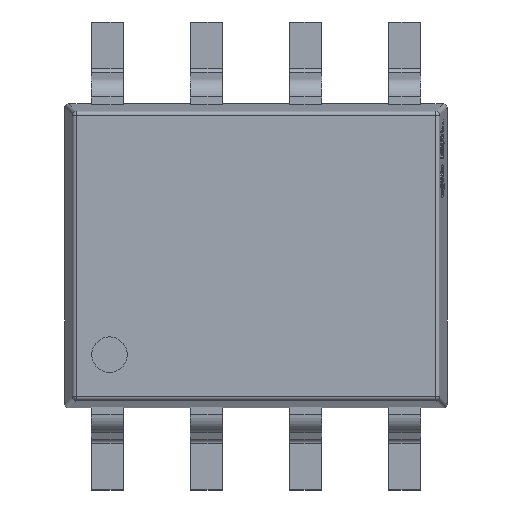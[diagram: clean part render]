
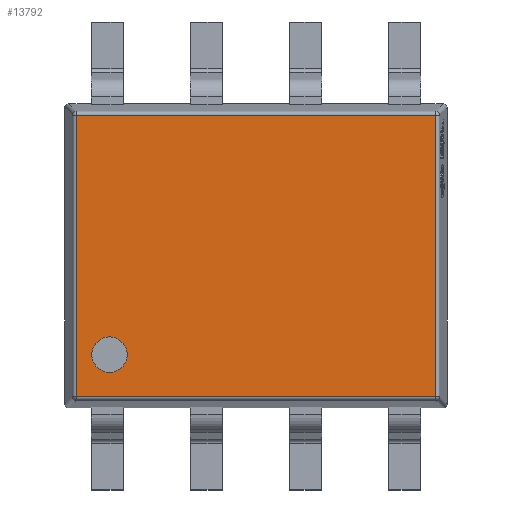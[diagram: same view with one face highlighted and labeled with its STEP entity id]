
A CAD part, top view. The second image highlights one B-rep face of the part: STEP entity #13792.
In plain terms, the highlighted planar face has unit normal (0, 0, 1).
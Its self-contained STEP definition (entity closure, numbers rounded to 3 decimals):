
#238 = AXIS2_PLACEMENT_3D ( 'NONE', #16509, #9713, #15178 ) ;
#295 = CARTESIAN_POINT ( 'NONE',  ( -2.305, 1.805, 0.725 ) ) ;
#383 = CARTESIAN_POINT ( 'NONE',  ( -2.305, -1.848, 0.725 ) ) ;
#1117 = CARTESIAN_POINT ( 'NONE',  ( -1.651, -1.267, 0.725 ) ) ;
#1142 = DIRECTION ( 'NONE',  ( 0., 1., 0. ) ) ;
#1211 = VECTOR ( 'NONE', #1142, 1000. ) ;
#1456 = AXIS2_PLACEMENT_3D ( 'NONE', #14461, #8990, #15796 ) ;
#2522 = VERTEX_POINT ( 'NONE', #15610 ) ;
#2630 = DIRECTION ( 'NONE',  ( -1., 0., 0. ) ) ;
#3278 = DIRECTION ( 'NONE',  ( 0., -1., 0. ) ) ;
#3506 = CARTESIAN_POINT ( 'NONE',  ( 2.348, -1.805, 0.725 ) ) ;
#3605 = CIRCLE ( 'NONE', #238, 0.227 ) ;
#4502 = EDGE_CURVE ( 'NONE', #12521, #9563, #3605, .T. ) ;
#4869 = PLANE ( 'NONE',  #4980 ) ;
#4980 = AXIS2_PLACEMENT_3D ( 'NONE', #10273, #15717, #14739 ) ;
#5366 = CARTESIAN_POINT ( 'NONE',  ( -2.348, 1.805, 0.725 ) ) ;
#5931 = EDGE_LOOP ( 'NONE', ( #6361, #12138 ) ) ;
#6361 = ORIENTED_EDGE ( 'NONE', *, *, #11127, .F. ) ;
#6366 = CARTESIAN_POINT ( 'NONE',  ( -2.305, -1.805, 0.725 ) ) ;
#7743 = FACE_BOUND ( 'NONE', #5931, .T. ) ;
#8572 = LINE ( 'NONE', #383, #12126 ) ;
#8831 = ORIENTED_EDGE ( 'NONE', *, *, #9422, .T. ) ;
#8981 = LINE ( 'NONE', #3506, #17613 ) ;
#8990 = DIRECTION ( 'NONE',  ( 0., 0., 1. ) ) ;
#9154 = CIRCLE ( 'NONE', #1456, 0.227 ) ;
#9422 = EDGE_CURVE ( 'NONE', #2522, #16588, #16286, .T. ) ;
#9438 = ORIENTED_EDGE ( 'NONE', *, *, #14129, .T. ) ;
#9563 = VERTEX_POINT ( 'NONE', #1117 ) ;
#9713 = DIRECTION ( 'NONE',  ( 0., 0., 1. ) ) ;
#9927 = ORIENTED_EDGE ( 'NONE', *, *, #11987, .T. ) ;
#10273 = CARTESIAN_POINT ( 'NONE',  ( 0., 0., 0.725 ) ) ;
#11127 = EDGE_CURVE ( 'NONE', #9563, #12521, #9154, .T. ) ;
#11787 = VERTEX_POINT ( 'NONE', #16635 ) ;
#11987 = EDGE_CURVE ( 'NONE', #11787, #2522, #14659, .T. ) ;
#12126 = VECTOR ( 'NONE', #3278, 1000. ) ;
#12138 = ORIENTED_EDGE ( 'NONE', *, *, #4502, .F. ) ;
#12262 = CARTESIAN_POINT ( 'NONE',  ( 2.305, 1.848, 0.725 ) ) ;
#12277 = VECTOR ( 'NONE', #2630, 1000. ) ;
#12521 = VERTEX_POINT ( 'NONE', #12824 ) ;
#12824 = CARTESIAN_POINT ( 'NONE',  ( -2.106, -1.267, 0.725 ) ) ;
#13792 = ADVANCED_FACE ( 'NONE', ( #14556, #7743 ), #4869, .T. ) ;
#14067 = EDGE_LOOP ( 'NONE', ( #9438, #9927, #8831, #15526 ) ) ;
#14129 = EDGE_CURVE ( 'NONE', #15093, #11787, #8981, .T. ) ;
#14357 = DIRECTION ( 'NONE',  ( 1., 0., 0. ) ) ;
#14461 = CARTESIAN_POINT ( 'NONE',  ( -1.878, -1.267, 0.725 ) ) ;
#14556 = FACE_OUTER_BOUND ( 'NONE', #14067, .T. ) ;
#14659 = LINE ( 'NONE', #12262, #1211 ) ;
#14739 = DIRECTION ( 'NONE',  ( 1., 0., 0. ) ) ;
#15093 = VERTEX_POINT ( 'NONE', #6366 ) ;
#15178 = DIRECTION ( 'NONE',  ( 1., 0., 0. ) ) ;
#15526 = ORIENTED_EDGE ( 'NONE', *, *, #16633, .T. ) ;
#15610 = CARTESIAN_POINT ( 'NONE',  ( 2.305, 1.805, 0.725 ) ) ;
#15717 = DIRECTION ( 'NONE',  ( 0., 0., 1. ) ) ;
#15796 = DIRECTION ( 'NONE',  ( 1., 0., 0. ) ) ;
#16286 = LINE ( 'NONE', #5366, #12277 ) ;
#16509 = CARTESIAN_POINT ( 'NONE',  ( -1.878, -1.267, 0.725 ) ) ;
#16588 = VERTEX_POINT ( 'NONE', #295 ) ;
#16633 = EDGE_CURVE ( 'NONE', #16588, #15093, #8572, .T. ) ;
#16635 = CARTESIAN_POINT ( 'NONE',  ( 2.305, -1.805, 0.725 ) ) ;
#17613 = VECTOR ( 'NONE', #14357, 1000. ) ;
